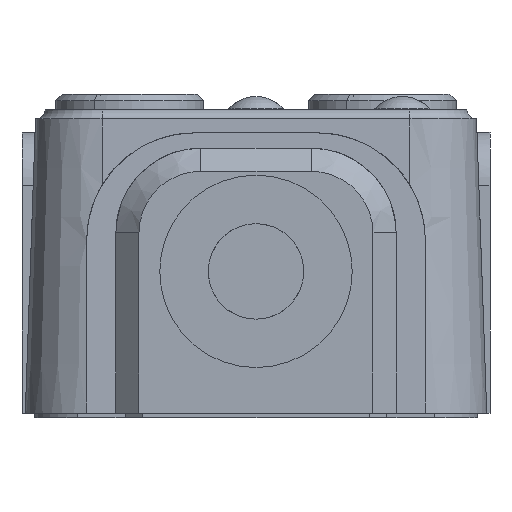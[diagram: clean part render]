
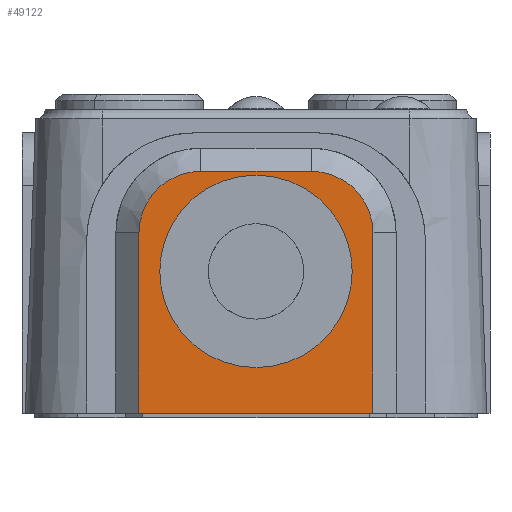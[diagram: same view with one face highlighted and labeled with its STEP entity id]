
A CAD part, left-side view. The second image highlights one B-rep face of the part: STEP entity #49122.
In plain terms, the highlighted planar face has unit normal (-1, 0, 0).
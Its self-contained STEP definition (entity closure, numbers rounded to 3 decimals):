
#3153=DIRECTION('',(0.,0.,1.));
#3154=VECTOR('',#3153,11.7);
#3155=CARTESIAN_POINT('',(-14.5,7.6,-19.7));
#3156=LINE('',#3155,#3154);
#3157=DIRECTION('',(0.,-1.,0.));
#3158=VECTOR('',#3157,15.2);
#3159=CARTESIAN_POINT('',(-14.5,7.6,-19.7));
#3160=LINE('',#3159,#3158);
#3161=CARTESIAN_POINT('',(-14.5,3.6,-8.));
#3162=DIRECTION('',(-1.,0.,0.));
#3163=DIRECTION('',(0.,0.,1.));
#3164=AXIS2_PLACEMENT_3D('',#3161,#3162,#3163);
#3166=CARTESIAN_POINT('',(-14.5,-3.6,-8.));
#3167=DIRECTION('',(-1.,0.,0.));
#3168=DIRECTION('',(0.,-1.,0.));
#3169=AXIS2_PLACEMENT_3D('',#3166,#3167,#3168);
#3171=CARTESIAN_POINT('',(-14.5,0.,-10.5));
#3172=DIRECTION('',(1.,0.,0.));
#3173=DIRECTION('',(0.,1.,0.));
#3174=AXIS2_PLACEMENT_3D('',#3171,#3172,#3173);
#3176=CARTESIAN_POINT('',(-14.5,0.,-10.5));
#3177=DIRECTION('',(1.,0.,0.));
#3178=DIRECTION('',(0.,0.,-1.));
#3179=AXIS2_PLACEMENT_3D('',#3176,#3177,#3178);
#3181=CARTESIAN_POINT('',(-14.5,0.,-10.5));
#3182=DIRECTION('',(1.,0.,0.));
#3183=DIRECTION('',(0.,0.,1.));
#3184=AXIS2_PLACEMENT_3D('',#3181,#3182,#3183);
#3186=DIRECTION('',(0.,0.,-1.));
#3187=VECTOR('',#3186,11.7);
#3188=CARTESIAN_POINT('',(-14.5,-7.6,
-8.));
#3189=LINE('',#3188,#3187);
#3223=DIRECTION('',(0.,-1.,0.));
#3224=VECTOR('',#3223,7.2);
#3225=CARTESIAN_POINT('',(-14.5,3.6,
-4.));
#3226=LINE('',#3225,#3224);
#37363=CARTESIAN_POINT('',(-14.5,-7.6,-19.7));
#37364=VERTEX_POINT('',#37363);
#37365=CARTESIAN_POINT('',(-14.5,7.6,-19.7));
#37366=VERTEX_POINT('',#37365);
#37564=CARTESIAN_POINT('',(-14.5,-7.6,
-8.));
#37565=VERTEX_POINT('',#37564);
#37566=CARTESIAN_POINT('',(-14.5,-3.6,-4.));
#37567=VERTEX_POINT('',#37566);
#37568=CARTESIAN_POINT('',(-14.5,3.6,
-4.));
#37569=VERTEX_POINT('',#37568);
#37570=CARTESIAN_POINT('',(-14.5,7.6,-8.));
#37571=VERTEX_POINT('',#37570);
#44954=CARTESIAN_POINT('',(-14.5,0.,-4.25));
#44956=VERTEX_POINT('',#44954);
#44958=CARTESIAN_POINT('',(-14.5,0.,-16.75));
#44960=VERTEX_POINT('',#44958);
#44961=CARTESIAN_POINT('',(-14.5,6.25,-10.5));
#44962=VERTEX_POINT('',#44961);
#49097=CARTESIAN_POINT('',(-14.5,-1.,-20.));
#49098=DIRECTION('',(-1.,0.,0.));
#49099=DIRECTION('',(0.,0.,-1.));
#49100=AXIS2_PLACEMENT_3D('',#49097,#49098,#49099);
#49101=PLANE('',#49100);
#49103=ORIENTED_EDGE('',*,*,#49102,.T.);
#49104=ORIENTED_EDGE('',*,*,#48278,.F.);
#49105=ORIENTED_EDGE('',*,*,#49088,.T.);
#49107=ORIENTED_EDGE('',*,*,#49106,.F.);
#49109=ORIENTED_EDGE('',*,*,#49108,.T.);
#49111=ORIENTED_EDGE('',*,*,#49110,.F.);
#49112=EDGE_LOOP('',(#49103,#49104,#49105,#49107,#49109,#49111));
#49113=FACE_OUTER_BOUND('',#49112,.F.);
#49115=ORIENTED_EDGE('',*,*,#49114,.F.);
#49117=ORIENTED_EDGE('',*,*,#49116,.F.);
#49119=ORIENTED_EDGE('',*,*,#49118,.F.);
#49120=EDGE_LOOP('',(#49115,#49117,#49119));
#49121=FACE_BOUND('',#49120,.F.);
#49122=ADVANCED_FACE('',(#49113,#49121),#49101,.T.);
#3165=CIRCLE('',#3164,4.);
#3170=CIRCLE('',#3169,4.);
#3175=CIRCLE('',#3174,6.25);
#3180=CIRCLE('',#3179,6.25);
#3185=CIRCLE('',#3184,6.25);
#48278=EDGE_CURVE('',#37366,#37364,#3160,.T.);
#49088=EDGE_CURVE('',#37366,#37571,#3156,.T.);
#49102=EDGE_CURVE('',#37565,#37364,#3189,.T.);
#49106=EDGE_CURVE('',#37569,#37571,#3165,.T.);
#49108=EDGE_CURVE('',#37569,#37567,#3226,.T.);
#49110=EDGE_CURVE('',#37565,#37567,#3170,.T.);
#49114=EDGE_CURVE('',#44962,#44956,#3175,.T.);
#49116=EDGE_CURVE('',#44960,#44962,#3180,.T.);
#49118=EDGE_CURVE('',#44956,#44960,#3185,.T.);
